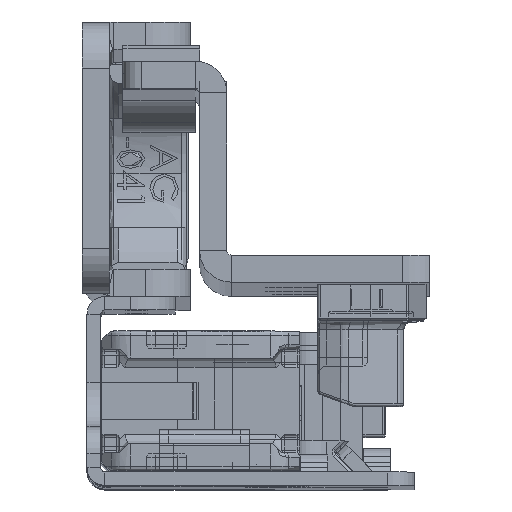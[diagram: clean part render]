
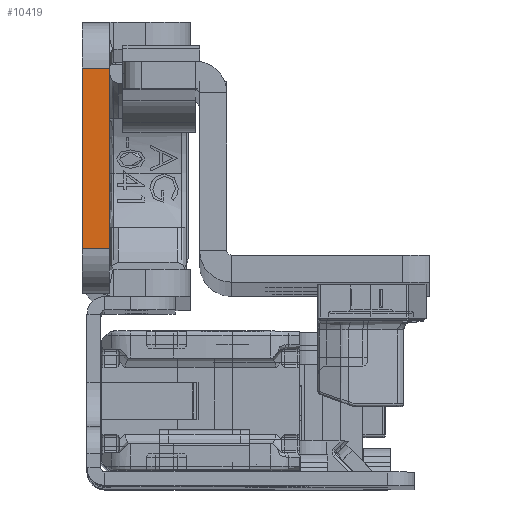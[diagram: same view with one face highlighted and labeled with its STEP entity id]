
A CAD part, top view. The second image highlights one B-rep face of the part: STEP entity #10419.
In plain terms, the highlighted planar face has unit normal (0, 0, 1).
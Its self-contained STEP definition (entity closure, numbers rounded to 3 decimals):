
#1071 = DIRECTION ( 'NONE',  ( 0., 0., -1. ) ) ;
#2071 = VERTEX_POINT ( 'NONE', #15700 ) ;
#2794 = LINE ( 'NONE', #57659, #52902 ) ;
#3175 = VECTOR ( 'NONE', #25312, 1000. ) ;
#4840 = VERTEX_POINT ( 'NONE', #33088 ) ;
#5735 = LINE ( 'NONE', #21473, #35256 ) ;
#8004 = CARTESIAN_POINT ( 'NONE',  ( 3., -22.5, 0. ) ) ;
#10419 = ADVANCED_FACE ( 'NONE', ( #29214 ), #29574, .F. ) ;
#14808 = VECTOR ( 'NONE', #69994, 1000. ) ;
#15700 = CARTESIAN_POINT ( 'NONE',  ( 0., 10., 0. ) ) ;
#18872 = CARTESIAN_POINT ( 'NONE',  ( 0., -10., 0. ) ) ;
#19380 = ORIENTED_EDGE ( 'NONE', *, *, #28531, .T. ) ;
#21473 = CARTESIAN_POINT ( 'NONE',  ( 3., -22.5, 0. ) ) ;
#25312 = DIRECTION ( 'NONE',  ( 0., -1., 0. ) ) ;
#25338 = LINE ( 'NONE', #47697, #14808 ) ;
#27627 = VERTEX_POINT ( 'NONE', #52883 ) ;
#28531 = EDGE_CURVE ( 'NONE', #4840, #2071, #2794, .T. ) ;
#29214 = FACE_OUTER_BOUND ( 'NONE', #49311, .T. ) ;
#29574 = PLANE ( 'NONE',  #42728 ) ;
#31543 = LINE ( 'NONE', #65942, #3175 ) ;
#32786 = ORIENTED_EDGE ( 'NONE', *, *, #69501, .F. ) ;
#33088 = CARTESIAN_POINT ( 'NONE',  ( 3., 10., 0. ) ) ;
#35256 = VECTOR ( 'NONE', #66482, 1000. ) ;
#35346 = DIRECTION ( 'NONE',  ( -1., 0., 0. ) ) ;
#42728 = AXIS2_PLACEMENT_3D ( 'NONE', #8004, #1071, #46414 ) ;
#43895 = EDGE_CURVE ( 'NONE', #2071, #68354, #31543, .T. ) ;
#46414 = DIRECTION ( 'NONE',  ( -1., 0., 0. ) ) ;
#47697 = CARTESIAN_POINT ( 'NONE',  ( 3., -10., 0. ) ) ;
#49311 = EDGE_LOOP ( 'NONE', ( #32786, #53385, #19380, #54172 ) ) ;
#50732 = EDGE_CURVE ( 'NONE', #4840, #27627, #5735, .T. ) ;
#52883 = CARTESIAN_POINT ( 'NONE',  ( 3., -10., 0. ) ) ;
#52902 = VECTOR ( 'NONE', #35346, 1000. ) ;
#53385 = ORIENTED_EDGE ( 'NONE', *, *, #50732, .F. ) ;
#54172 = ORIENTED_EDGE ( 'NONE', *, *, #43895, .T. ) ;
#57659 = CARTESIAN_POINT ( 'NONE',  ( 3., 10., 0. ) ) ;
#65942 = CARTESIAN_POINT ( 'NONE',  ( 0., -22.5, 0. ) ) ;
#66482 = DIRECTION ( 'NONE',  ( 0., -1., 0. ) ) ;
#68354 = VERTEX_POINT ( 'NONE', #18872 ) ;
#69501 = EDGE_CURVE ( 'NONE', #27627, #68354, #25338, .T. ) ;
#69994 = DIRECTION ( 'NONE',  ( -1., 0., 0. ) ) ;
